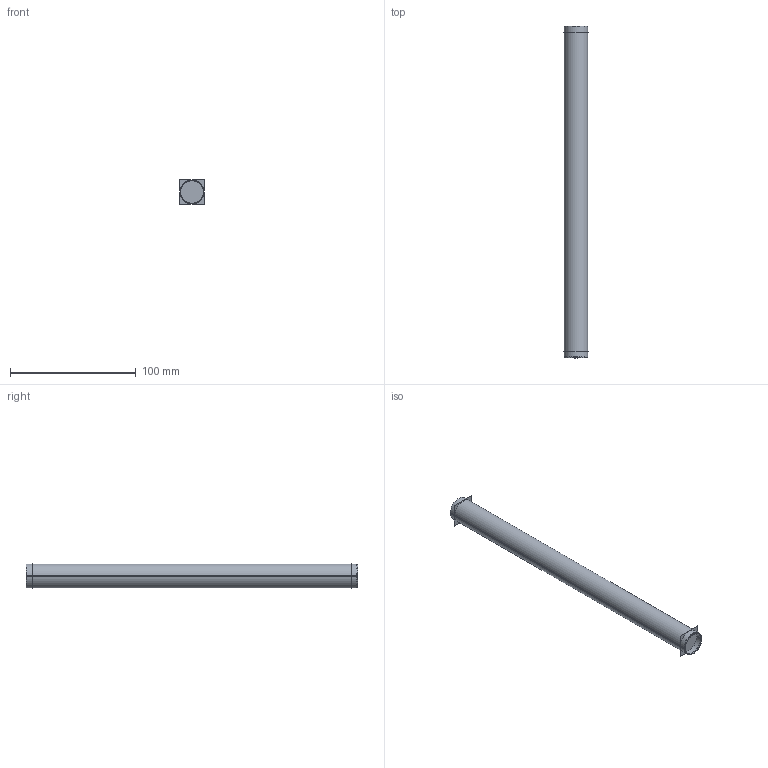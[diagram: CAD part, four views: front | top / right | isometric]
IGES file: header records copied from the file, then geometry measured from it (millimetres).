
Start section:  PTC IGES file: 455_asm.igs
Global section: file name: 455_asm.igs; native system: Creo Parametric by PTC Inc.; preprocessor: 2018500; author: NSantos; organization: Unknown; date: 20210616.115258; units: inch
Bounding box: 19.81 x 264.16 x 19.81 mm (x, y, z)
Surface area: 65961 mm2 (no closed solid volume)
Topology: 0 solids, 0 shells, 16 faces, 206 edges, 278 vertices
Faces by surface type: revolution 12, bspline 4
